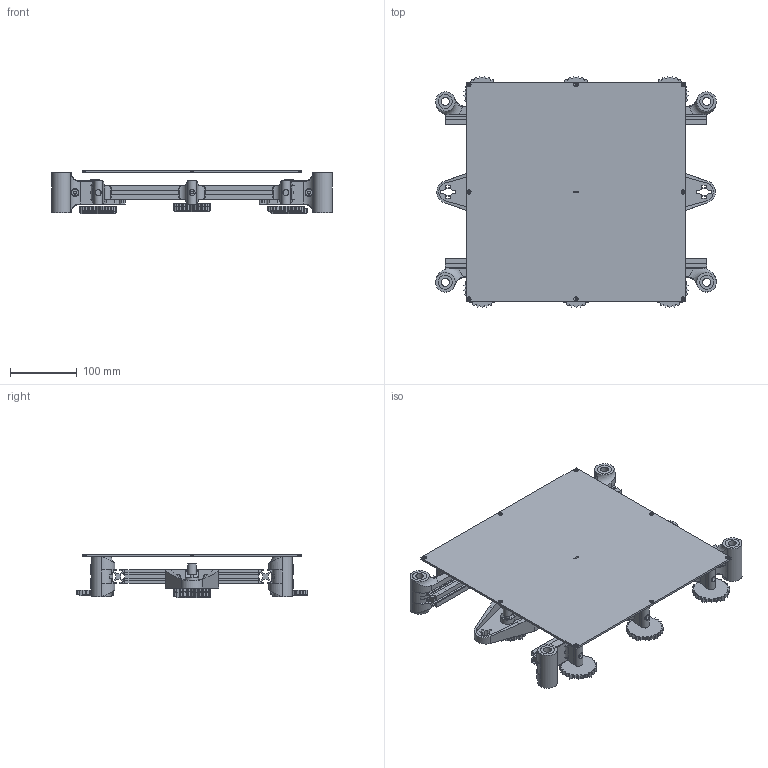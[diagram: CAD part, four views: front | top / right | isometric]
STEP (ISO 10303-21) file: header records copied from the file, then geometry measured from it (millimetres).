
FILE_DESCRIPTION(/* description */ (''),/* implementation_level */ '2;1');
FILE_NAME(/* name */ 'Heatbed v3.step',/* time_stamp */ '2020-10-20T10:45:53+02:00',/* author */ (''),/* organization */ (''),/* preprocessor_version */ 'ST-DEVELOPER v18.1',/* originating_system */ 'Autodesk Translation Framework v9.3.0.1241',/* authorisation */ '');
FILE_SCHEMA (('AUTOMOTIVE_DESIGN { 1 0 10303 214 3 1 1 }'));
Length unit declared in the file: millimetre
Products named in the file (14): Heatbed; Bed; Heatplate; Bed Bracket; Lead Screw Holder; Lead Screw Holder_1; Extrusion 20x20x200; Bed Leveling Wheel; Extrusion 20x20x390; Z Axis Bearing Holder; Z Axis Bearing Holder_1; Z Axis Bearing Holder_2; Z Axis Bearing Holder_3; LM12UU
Assembly tree (36 placements, depth 4):
  Heatbed
    Bed
      Heatplate
      Bed Bracket  x6
      Lead Screw Holder
      Lead Screw Holder_1
      Extrusion 20x20x200  x3
      Bed Leveling Wheel  x9
      Extrusion 20x20x390  x2
      Z Axis Bearing Holder
        LM12UU  x2
      Z Axis Bearing Holder_1
        LM12UU  x2
      Z Axis Bearing Holder_2
        LM12UU  x2
      Z Axis Bearing Holder_3
        LM12UU  x2
Bounding box: 419.04 x 345.42 x 65.05 mm (x, y, z)
Volume: 1172819.1 mm3; surface area: 696577.5 mm2
Topology: 37 solids, 37 shells, 2106 faces, 5771 edges, 3772 vertices
Faces by surface type: plane 1372, cylinder 639, cone 59, torus 16, bspline 12, sphere 8
Full cylindrical faces by diameter (mm): 3 x8, 4 x15, 4.4 x12, 5.5 x16, 6.5 x8, 9 x6, 12 x8, 13 x2, 20.378 x2, 21 x12
Entity records: 26482 total; most frequent: CARTESIAN_POINT 7152, ORIENTED_EDGE 3958, DIRECTION 3902, EDGE_CURVE 1979, LINE 1370, VECTOR 1370, VERTEX_POINT 1290, AXIS2_PLACEMENT_3D 1266
